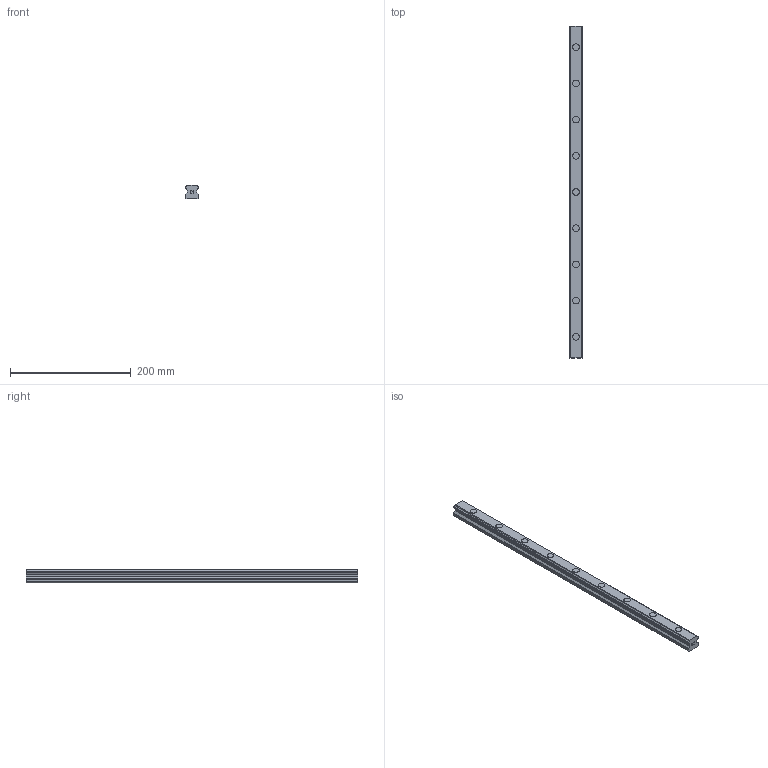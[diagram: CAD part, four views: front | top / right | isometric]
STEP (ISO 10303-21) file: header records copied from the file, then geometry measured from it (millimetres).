
FILE_DESCRIPTION(('STEP AP214'),'1');
FILE_NAME('cctmp_DB5A7BB7-A7B7-4EE5-87DC-416F19B61017_2020_6_9_14_1_54_945..stp','2020-06-09T12:01:55',('HIWIN GmbH'),('CADClick - www.CADClick.com'),'Spatial InterOp 3D',' ','unknown authorization');
FILE_SCHEMA(('AUTOMOTIVE_DESIGN'));
Length unit declared in the file: millimetre
Products named in the file (1): HGR25R550H_FILE
Bounding box: 23 x 550 x 22 mm (x, y, z)
Volume: 228864.2 mm3; surface area: 57098 mm2
Topology: 1 solids, 1 shells, 219 faces, 585 edges, 390 vertices
Faces by surface type: plane 143, cylinder 76
Entity records: 8679 total; most frequent: DIRECTION 1249, CARTESIAN_POINT 1195, ORIENTED_EDGE 1170, EDGE_CURVE 585, AXIS2_PLACEMENT_3D 444, VERTEX_POINT 390, LINE 361, VECTOR 361
